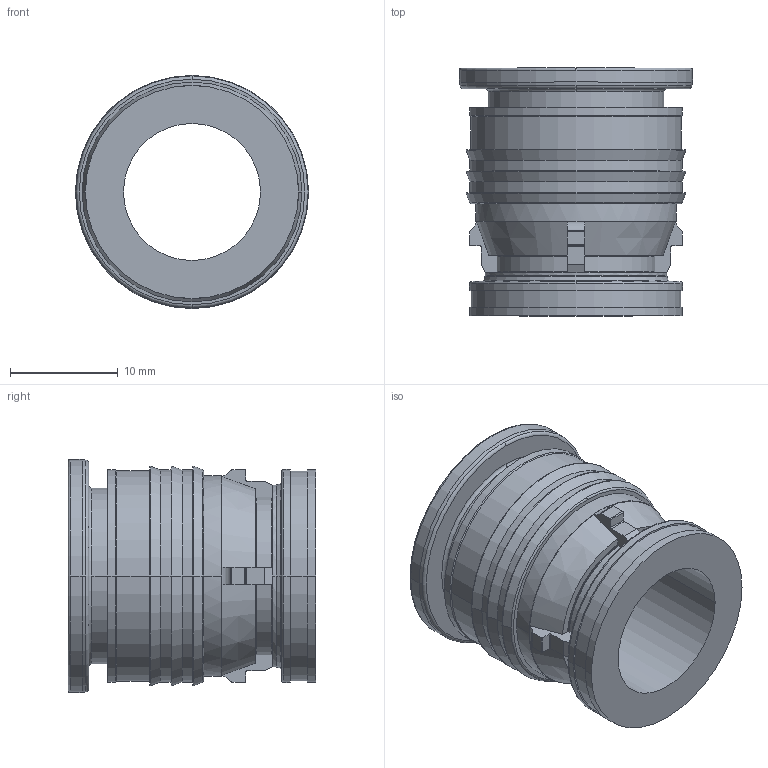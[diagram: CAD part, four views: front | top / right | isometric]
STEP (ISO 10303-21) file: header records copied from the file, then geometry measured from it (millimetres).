
FILE_DESCRIPTION(('STEP AP214'),'1');
FILE_NAME('6300_62_00.stp','2016-07-07T14:17:48',('TraceParts'),('TraceParts S.A.'),'Spatial InterOp 3D',' ',' ');
FILE_SCHEMA(('automotive_design'));
Length unit declared in the file: millimetre
Products named in the file (1): 1
Bounding box: 21.6 x 22.95 x 21.6 mm (x, y, z)
Volume: 3511 mm3; surface area: 3251.3 mm2
Topology: 1 solids, 1 shells, 294 faces, 804 edges, 516 vertices
Faces by surface type: cone 166, plane 56, cylinder 50, torus 18, revolution 4
Entity records: 9471 total; most frequent: CARTESIAN_POINT 1827, DIRECTION 1678, ORIENTED_EDGE 1608, EDGE_CURVE 804, AXIS2_PLACEMENT_3D 623, VERTEX_POINT 516, LINE 428, VECTOR 428
